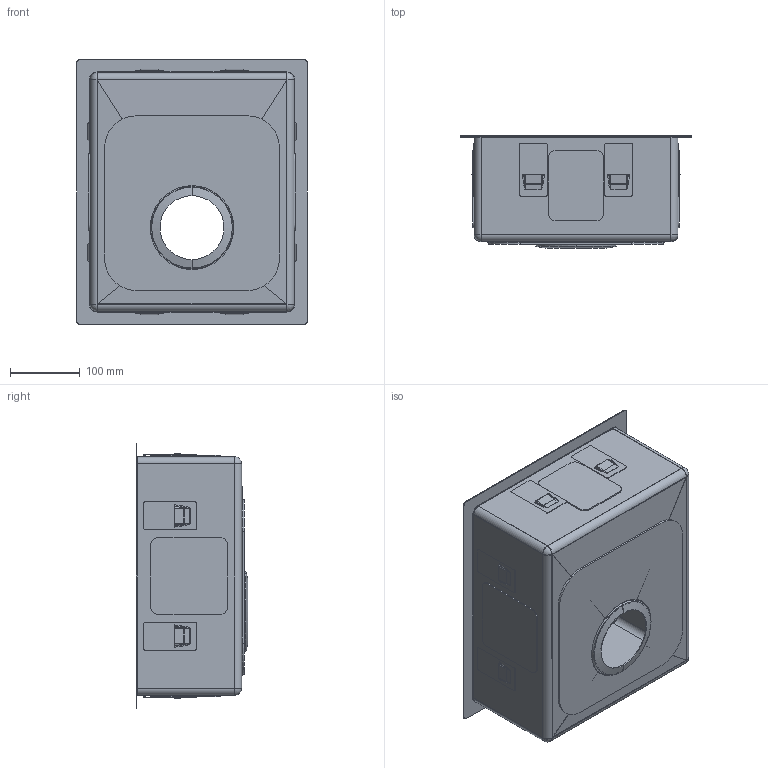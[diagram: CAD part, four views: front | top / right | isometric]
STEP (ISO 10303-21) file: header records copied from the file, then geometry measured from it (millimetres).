
FILE_DESCRIPTION (( 'STEP AP214' ), '1' );
FILE_NAME ('QC-200-09_Vanlife Sink 340-290_Assy_Export_V1.STEP', '2022-09-29T10:22:31', ( '' ), ( '' ), 'SwSTEP 2.0', 'SolidWorks 2021', '' );
FILE_SCHEMA (( 'AUTOMOTIVE_DESIGN' ));
Length unit declared in the file: millimetre
Products named in the file (1): QC-200-09_Vanlife Sink 340-290_Assy_Export_V1
Bounding box: 330 x 160 x 380 mm (x, y, z)
Surface area: 725552.3 mm2 (no closed solid volume)
Topology: 0 solids, 14 shells, 274 faces, 809 edges, 544 vertices
Faces by surface type: cylinder 120, plane 109, bspline 16, cone 11, torus 10, sphere 8
Entity records: 12361 total; most frequent: CARTESIAN_POINT 2372, DIRECTION 1431, ORIENTED_EDGE 1368, EDGE_CURVE 801, VERTEX_POINT 544, LINE 497, VECTOR 497, AXIS2_PLACEMENT_3D 467
